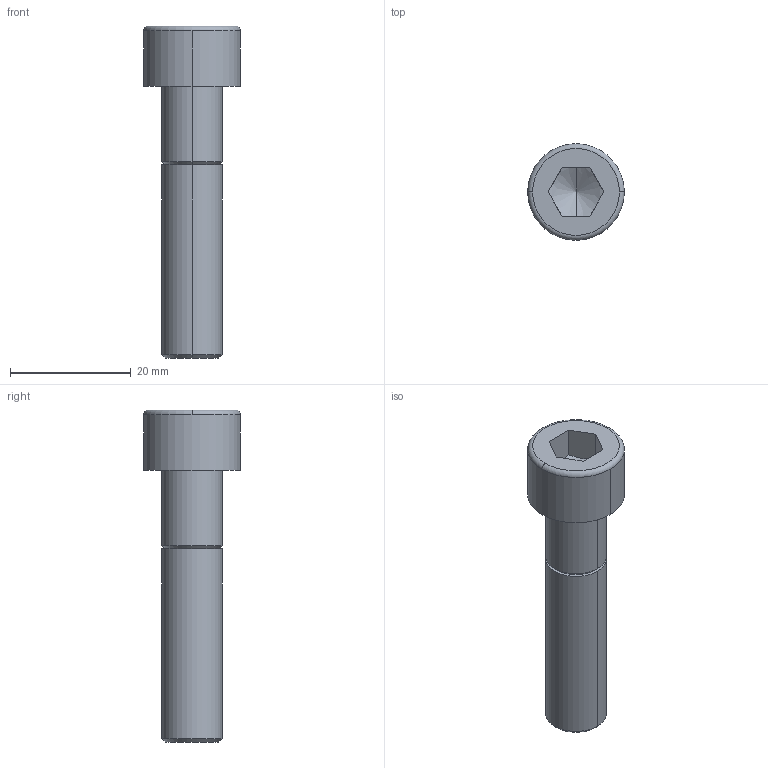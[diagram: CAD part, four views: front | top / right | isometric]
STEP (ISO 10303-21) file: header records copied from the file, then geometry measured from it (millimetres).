
FILE_DESCRIPTION(('STEP AP214'),'1');
FILE_NAME('din_912-m10x1-45-8_8.stp','2021-04-21T03:47:36',('TraceParts'),('TraceParts S.A.'),'Spatial InterOp 3D',' ',' ');
FILE_SCHEMA(('AUTOMOTIVE_DESIGN { 1 0 10303 214 1 1 1 1 }'));
Length unit declared in the file: millimetre
Products named in the file (1): din_912-m10x1-45-8_8
Bounding box: 16 x 16 x 55 mm (x, y, z)
Volume: 5194.2 mm3; surface area: 2466.1 mm2
Topology: 1 solids, 1 shells, 24 faces, 57 edges, 36 vertices
Faces by surface type: plane 10, cylinder 6, cone 6, torus 2
Entity records: 693 total; most frequent: CARTESIAN_POINT 132, DIRECTION 120, ORIENTED_EDGE 110, EDGE_CURVE 55, AXIS2_PLACEMENT_3D 48, VERTEX_POINT 36, EDGE_LOOP 27, ADVANCED_FACE 24
